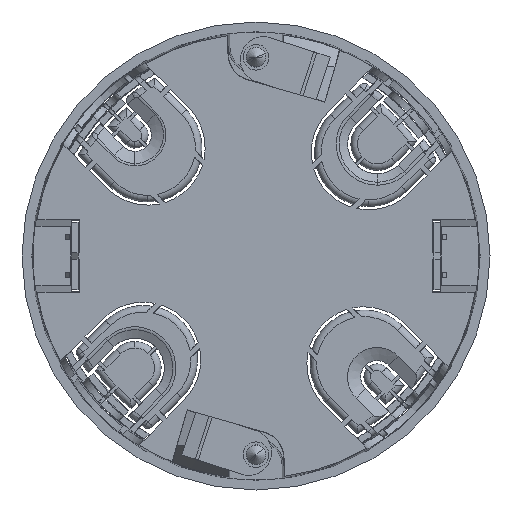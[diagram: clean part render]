
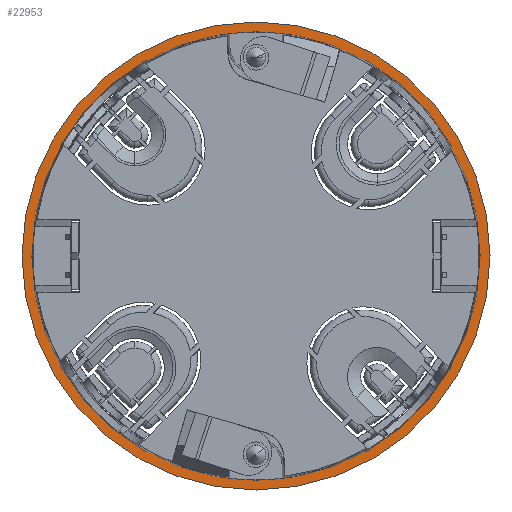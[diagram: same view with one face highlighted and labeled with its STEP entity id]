
A CAD part, front view. The second image highlights one B-rep face of the part: STEP entity #22953.
In plain terms, the highlighted planar face has unit normal (0, -1, 0).
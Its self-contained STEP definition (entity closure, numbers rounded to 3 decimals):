
#15 = VERTEX_POINT ( 'NONE', #5266 ) ;
#2729 = PLANE ( 'NONE',  #2925 ) ;
#2925 = AXIS2_PLACEMENT_3D ( 'NONE', #24786, #16811, #4751 ) ;
#2999 = CARTESIAN_POINT ( 'NONE',  ( 0., -1., 0. ) ) ;
#4054 = EDGE_LOOP ( 'NONE', ( #24477, #10218 ) ) ;
#4751 = DIRECTION ( 'NONE',  ( 0., 0., -1. ) ) ;
#5026 = DIRECTION ( 'NONE',  ( 0., 0., 1. ) ) ;
#5055 = ORIENTED_EDGE ( 'NONE', *, *, #12313, .T. ) ;
#5198 = CIRCLE ( 'NONE', #19442, 34. ) ;
#5266 = CARTESIAN_POINT ( 'NONE',  ( 0., -1., -35.5 ) ) ;
#7334 = EDGE_CURVE ( 'NONE', #16499, #15, #12177, .T. ) ;
#7427 = AXIS2_PLACEMENT_3D ( 'NONE', #10918, #24961, #12937 ) ;
#8266 = DIRECTION ( 'NONE',  ( 0., 1., 0. ) ) ;
#8510 = EDGE_CURVE ( 'NONE', #15, #16499, #25000, .T. ) ;
#8584 = FACE_OUTER_BOUND ( 'NONE', #4054, .T. ) ;
#9747 = ORIENTED_EDGE ( 'NONE', *, *, #12013, .T. ) ;
#10213 = CIRCLE ( 'NONE', #17605, 34. ) ;
#10218 = ORIENTED_EDGE ( 'NONE', *, *, #8510, .F. ) ;
#10918 = CARTESIAN_POINT ( 'NONE',  ( 0., -1., 0. ) ) ;
#11140 = AXIS2_PLACEMENT_3D ( 'NONE', #2999, #17064, #5026 ) ;
#11376 = DIRECTION ( 'NONE',  ( 0., 1., 0. ) ) ;
#12013 = EDGE_CURVE ( 'NONE', #13443, #15277, #5198, .T. ) ;
#12177 = CIRCLE ( 'NONE', #7427, 35.5 ) ;
#12313 = EDGE_CURVE ( 'NONE', #15277, #13443, #10213, .T. ) ;
#12937 = DIRECTION ( 'NONE',  ( 0., 0., 1. ) ) ;
#13443 = VERTEX_POINT ( 'NONE', #14075 ) ;
#14060 = CARTESIAN_POINT ( 'NONE',  ( 0., -1., 35.5 ) ) ;
#14075 = CARTESIAN_POINT ( 'NONE',  ( 0., -1., 34. ) ) ;
#15277 = VERTEX_POINT ( 'NONE', #18778 ) ;
#16499 = VERTEX_POINT ( 'NONE', #14060 ) ;
#16811 = DIRECTION ( 'NONE',  ( 0., -1., 0. ) ) ;
#17064 = DIRECTION ( 'NONE',  ( 0., 1., 0. ) ) ;
#17605 = AXIS2_PLACEMENT_3D ( 'NONE', #20301, #8266, #22333 ) ;
#18683 = FACE_BOUND ( 'NONE', #25460, .T. ) ;
#18778 = CARTESIAN_POINT ( 'NONE',  ( 0., -1., -34. ) ) ;
#19442 = AXIS2_PLACEMENT_3D ( 'NONE', #23401, #11376, #25418 ) ;
#20301 = CARTESIAN_POINT ( 'NONE',  ( 0., -1., 0. ) ) ;
#22333 = DIRECTION ( 'NONE',  ( 0., 0., 1. ) ) ;
#22953 = ADVANCED_FACE ( 'NONE', ( #18683, #8584 ), #2729, .T. ) ;
#23401 = CARTESIAN_POINT ( 'NONE',  ( 0., -1., 0. ) ) ;
#24477 = ORIENTED_EDGE ( 'NONE', *, *, #7334, .F. ) ;
#24786 = CARTESIAN_POINT ( 'NONE',  ( -35.5, -1., 0. ) ) ;
#24961 = DIRECTION ( 'NONE',  ( 0., 1., 0. ) ) ;
#25000 = CIRCLE ( 'NONE', #11140, 35.5 ) ;
#25418 = DIRECTION ( 'NONE',  ( 0., 0., 1. ) ) ;
#25460 = EDGE_LOOP ( 'NONE', ( #9747, #5055 ) ) ;
